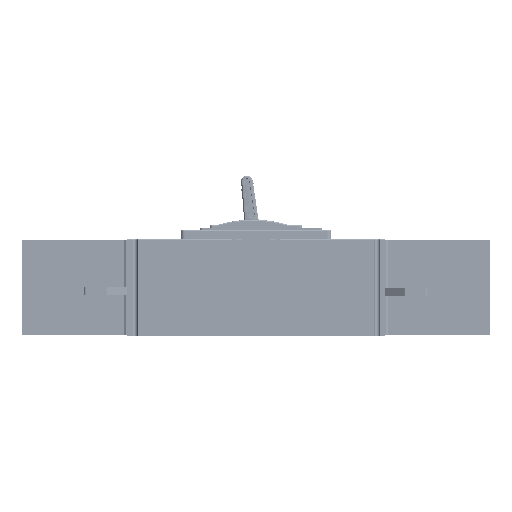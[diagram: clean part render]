
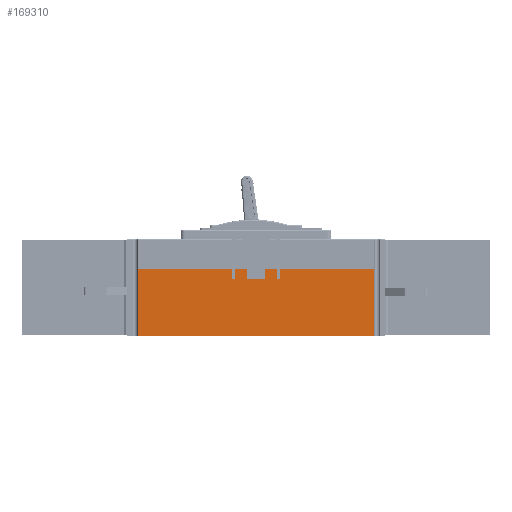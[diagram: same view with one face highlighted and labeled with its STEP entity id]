
A CAD part, top view. The second image highlights one B-rep face of the part: STEP entity #169310.
In plain terms, the highlighted planar face has unit normal (0, 0, 1).
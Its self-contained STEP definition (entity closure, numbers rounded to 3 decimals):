
#141834=DIRECTION('',(0.,1.,0.));
#141835=VECTOR('',#141834,9.8);
#141836=CARTESIAN_POINT('',(119.485,56.2,0.5));
#141837=LINE('',#141836,#141835);
#141838=DIRECTION('',(0.,1.,0.));
#141839=VECTOR('',#141838,9.8);
#141840=CARTESIAN_POINT('',(137.515,56.2,0.5));
#141841=LINE('',#141840,#141839);
#141842=DIRECTION('',(1.,0.,0.));
#141843=VECTOR('',#141842,11.485);
#141844=CARTESIAN_POINT('',(137.515,66.,0.5));
#141845=LINE('',#141844,#141843);
#141846=DIRECTION('',(0.,-1.,0.));
#141847=VECTOR('',#141846,9.8);
#141848=CARTESIAN_POINT('',(149.,66.,0.5));
#141849=LINE('',#141848,#141847);
#141850=CARTESIAN_POINT('',(149.5,56.2,0.5));
#141851=DIRECTION('',(0.,0.,1.));
#141852=DIRECTION('',(-1.,0.,0.));
#141853=AXIS2_PLACEMENT_3D('',#141850,#141851,#141852);
#141855=CARTESIAN_POINT('',(151.5,56.2,0.5));
#141856=DIRECTION('',(0.,0.,1.));
#141857=DIRECTION('',(0.,-1.,0.));
#141858=AXIS2_PLACEMENT_3D('',#141855,#141856,#141857);
#141860=DIRECTION('',(-1.,0.,0.));
#141861=VECTOR('',#141860,235.);
#141862=CARTESIAN_POINT('',(246.,-1.,0.5));
#141863=LINE('',#141862,#141861);
#141864=DIRECTION('',(0.,-1.,0.));
#141865=VECTOR('',#141864,9.8);
#141866=CARTESIAN_POINT('',(105.,66.,0.5));
#141867=LINE('',#141866,#141865);
#141868=CARTESIAN_POINT('',(105.5,56.2,0.5));
#141869=DIRECTION('',(0.,0.,1.));
#141870=DIRECTION('',(-1.,0.,0.));
#141871=AXIS2_PLACEMENT_3D('',#141868,#141869,#141870);
#141873=CARTESIAN_POINT('',(107.5,56.2,0.5));
#141874=DIRECTION('',(0.,0.,1.));
#141875=DIRECTION('',(0.,-1.,0.));
#141876=AXIS2_PLACEMENT_3D('',#141873,#141874,#141875);
#141878=DIRECTION('',(1.,0.,0.));
#141879=VECTOR('',#141878,11.485);
#141880=CARTESIAN_POINT('',(108.,66.,0.5));
#141881=LINE('',#141880,#141879);
#141882=CARTESIAN_POINT('',(119.985,56.2,0.5));
#141883=DIRECTION('',(0.,0.,1.));
#141884=DIRECTION('',(-1.,0.,0.));
#141885=AXIS2_PLACEMENT_3D('',#141882,#141883,#141884);
#141887=CARTESIAN_POINT('',(137.015,56.2,0.5));
#141888=DIRECTION('',(0.,0.,1.));
#141889=DIRECTION('',(0.,-1.,0.));
#141890=AXIS2_PLACEMENT_3D('',#141887,#141888,#141889);
#141940=DIRECTION('',(-1.,0.,0.));
#141941=VECTOR('',#141940,94.);
#141942=CARTESIAN_POINT('',(246.,66.,0.5));
#141943=LINE('',#141942,#141941);
#143875=DIRECTION('',(0.,1.,0.));
#143876=VECTOR('',#143875,67.);
#143877=CARTESIAN_POINT('',(246.,-1.,0.5));
#143878=LINE('',#143877,#143876);
#152380=DIRECTION('',(-1.,0.,0.));
#152381=VECTOR('',#152380,94.);
#152382=CARTESIAN_POINT('',(105.,66.,0.5));
#152383=LINE('',#152382,#152381);
#152513=DIRECTION('',(0.,-1.,0.));
#152514=VECTOR('',#152513,9.8);
#152515=CARTESIAN_POINT('',(108.,66.,0.5));
#152516=LINE('',#152515,#152514);
#152555=DIRECTION('',(-1.,0.,0.));
#152556=VECTOR('',#152555,2.);
#152557=CARTESIAN_POINT('',(107.5,55.7,0.5));
#152558=LINE('',#152557,#152556);
#152571=DIRECTION('',(0.,-1.,0.));
#152572=VECTOR('',#152571,67.);
#152573=CARTESIAN_POINT('',(11.,66.,0.5));
#152574=LINE('',#152573,#152572);
#162604=DIRECTION('',(0.,-1.,0.));
#162605=VECTOR('',#162604,9.8);
#162606=CARTESIAN_POINT('',(152.,66.,0.5));
#162607=LINE('',#162606,#162605);
#162646=DIRECTION('',(-1.,0.,0.));
#162647=VECTOR('',#162646,2.);
#162648=CARTESIAN_POINT('',(151.5,55.7,0.5));
#162649=LINE('',#162648,#162647);
#162827=DIRECTION('',(-1.,0.,0.));
#162828=VECTOR('',#162827,17.031);
#162829=CARTESIAN_POINT('',(137.015,55.7,0.5));
#162830=LINE('',#162829,#162828);
#162887=CARTESIAN_POINT('',(119.485,56.2,0.5));
#162888=CARTESIAN_POINT('',(119.485,66.,0.5));
#162889=VERTEX_POINT('',#162887);
#162890=VERTEX_POINT('',#162888);
#162891=CARTESIAN_POINT('',(137.515,56.2,0.5));
#162892=CARTESIAN_POINT('',(137.515,66.,0.5));
#162893=VERTEX_POINT('',#162891);
#162894=VERTEX_POINT('',#162892);
#162895=CARTESIAN_POINT('',(149.,66.,0.5));
#162896=VERTEX_POINT('',#162895);
#162897=CARTESIAN_POINT('',(149.,56.2,0.5));
#162898=VERTEX_POINT('',#162897);
#162899=CARTESIAN_POINT('',(149.5,55.7,0.5));
#162900=VERTEX_POINT('',#162899);
#162901=CARTESIAN_POINT('',(151.5,55.7,0.5));
#162902=VERTEX_POINT('',#162901);
#162903=CARTESIAN_POINT('',(152.,56.2,0.5));
#162904=VERTEX_POINT('',#162903);
#162905=CARTESIAN_POINT('',(152.,66.,0.5));
#162906=VERTEX_POINT('',#162905);
#162907=CARTESIAN_POINT('',(246.,66.,0.5));
#162908=VERTEX_POINT('',#162907);
#162909=CARTESIAN_POINT('',(246.,-1.,0.5));
#162910=VERTEX_POINT('',#162909);
#162911=CARTESIAN_POINT('',(11.,-1.,0.5));
#162912=VERTEX_POINT('',#162911);
#162913=CARTESIAN_POINT('',(11.,66.,0.5));
#162914=VERTEX_POINT('',#162913);
#162915=CARTESIAN_POINT('',(105.,66.,0.5));
#162916=VERTEX_POINT('',#162915);
#162917=CARTESIAN_POINT('',(105.,56.2,0.5));
#162918=VERTEX_POINT('',#162917);
#162919=CARTESIAN_POINT('',(105.5,55.7,0.5));
#162920=VERTEX_POINT('',#162919);
#162921=CARTESIAN_POINT('',(107.5,55.7,0.5));
#162922=VERTEX_POINT('',#162921);
#162923=CARTESIAN_POINT('',(108.,56.2,0.5));
#162924=VERTEX_POINT('',#162923);
#162925=CARTESIAN_POINT('',(108.,66.,0.5));
#162926=VERTEX_POINT('',#162925);
#162927=CARTESIAN_POINT('',(119.985,55.7,0.5));
#162928=VERTEX_POINT('',#162927);
#162929=CARTESIAN_POINT('',(137.015,55.7,0.5));
#162930=VERTEX_POINT('',#162929);
#169260=CARTESIAN_POINT('',(100.5,0.,0.5));
#169261=DIRECTION('',(0.,0.,1.));
#169262=DIRECTION('',(1.,0.,0.));
#169263=AXIS2_PLACEMENT_3D('',#169260,#169261,#169262);
#169264=PLANE('',#169263);
#169266=ORIENTED_EDGE('',*,*,#169265,.T.);
#169268=ORIENTED_EDGE('',*,*,#169267,.T.);
#169270=ORIENTED_EDGE('',*,*,#169269,.T.);
#169272=ORIENTED_EDGE('',*,*,#169271,.T.);
#169274=ORIENTED_EDGE('',*,*,#169273,.F.);
#169276=ORIENTED_EDGE('',*,*,#169275,.T.);
#169278=ORIENTED_EDGE('',*,*,#169277,.F.);
#169280=ORIENTED_EDGE('',*,*,#169279,.F.);
#169282=ORIENTED_EDGE('',*,*,#169281,.F.);
#169284=ORIENTED_EDGE('',*,*,#169283,.T.);
#169286=ORIENTED_EDGE('',*,*,#169285,.F.);
#169288=ORIENTED_EDGE('',*,*,#169287,.F.);
#169290=ORIENTED_EDGE('',*,*,#169289,.T.);
#169292=ORIENTED_EDGE('',*,*,#169291,.T.);
#169294=ORIENTED_EDGE('',*,*,#169293,.F.);
#169296=ORIENTED_EDGE('',*,*,#169295,.T.);
#169298=ORIENTED_EDGE('',*,*,#169297,.F.);
#169300=ORIENTED_EDGE('',*,*,#169299,.T.);
#169301=ORIENTED_EDGE('',*,*,#169250,.F.);
#169303=ORIENTED_EDGE('',*,*,#169302,.T.);
#169305=ORIENTED_EDGE('',*,*,#169304,.F.);
#169307=ORIENTED_EDGE('',*,*,#169306,.T.);
#169308=EDGE_LOOP('',(#169266,#169268,#169270,#169272,#169274,#169276,#169278,
#169280,#169282,#169284,#169286,#169288,#169290,#169292,#169294,#169296,#169298,
#169300,#169301,#169303,#169305,#169307));
#169309=FACE_OUTER_BOUND('',#169308,.F.);
#169310=ADVANCED_FACE('',(#169309),#169264,.T.);
#141854=CIRCLE('',#141853,0.5);
#141859=CIRCLE('',#141858,0.5);
#141872=CIRCLE('',#141871,0.5);
#141877=CIRCLE('',#141876,0.5);
#141886=CIRCLE('',#141885,0.5);
#141891=CIRCLE('',#141890,0.5);
#169250=EDGE_CURVE('',#162889,#162890,#141837,.T.);
#169265=EDGE_CURVE('',#162893,#162894,#141841,.T.);
#169267=EDGE_CURVE('',#162894,#162896,#141845,.T.);
#169269=EDGE_CURVE('',#162896,#162898,#141849,.T.);
#169271=EDGE_CURVE('',#162898,#162900,#141854,.T.);
#169273=EDGE_CURVE('',#162902,#162900,#162649,.T.);
#169275=EDGE_CURVE('',#162902,#162904,#141859,.T.);
#169277=EDGE_CURVE('',#162906,#162904,#162607,.T.);
#169279=EDGE_CURVE('',#162908,#162906,#141943,.T.);
#169281=EDGE_CURVE('',#162910,#162908,#143878,.T.);
#169283=EDGE_CURVE('',#162910,#162912,#141863,.T.);
#169285=EDGE_CURVE('',#162914,#162912,#152574,.T.);
#169287=EDGE_CURVE('',#162916,#162914,#152383,.T.);
#169289=EDGE_CURVE('',#162916,#162918,#141867,.T.);
#169291=EDGE_CURVE('',#162918,#162920,#141872,.T.);
#169293=EDGE_CURVE('',#162922,#162920,#152558,.T.);
#169295=EDGE_CURVE('',#162922,#162924,#141877,.T.);
#169297=EDGE_CURVE('',#162926,#162924,#152516,.T.);
#169299=EDGE_CURVE('',#162926,#162890,#141881,.T.);
#169302=EDGE_CURVE('',#162889,#162928,#141886,.T.);
#169304=EDGE_CURVE('',#162930,#162928,#162830,.T.);
#169306=EDGE_CURVE('',#162930,#162893,#141891,.T.);
